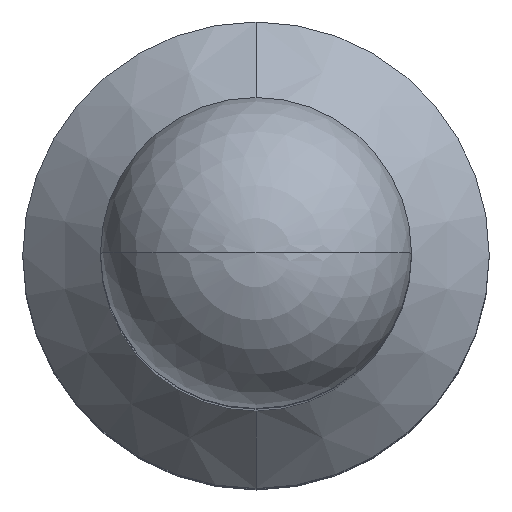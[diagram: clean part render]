
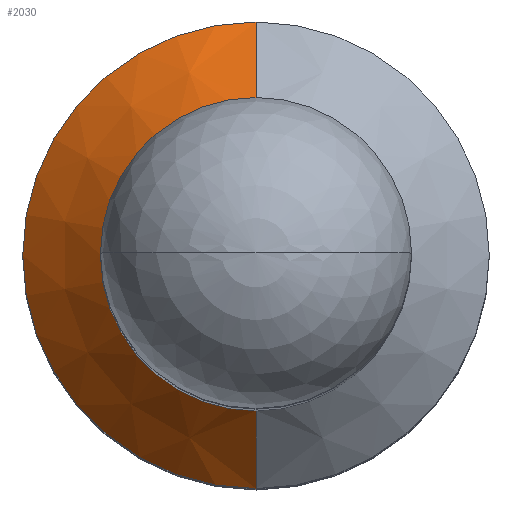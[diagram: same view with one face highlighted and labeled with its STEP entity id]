
A CAD part, top view. The second image highlights one B-rep face of the part: STEP entity #2030.
In plain terms, the highlighted conical face has half-angle 45 degrees and reference radius 3 mm.
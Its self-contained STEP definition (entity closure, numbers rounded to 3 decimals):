
#1480=CARTESIAN_POINT('',(51.312,43.825,65.74));
#1490=VERTEX_POINT('',#1480);
#1570=CARTESIAN_POINT('',(51.312,49.825,65.74));
#1580=VERTEX_POINT('',#1570);
#1610=CARTESIAN_POINT('',(51.312,46.825,65.74));
#1620=DIRECTION('',(0.,0.,1.));
#1630=DIRECTION('',(0.,1.,0.));
#1640=AXIS2_PLACEMENT_3D('',#1610,#1620,#1630);
#1650=CIRCLE('',#1640,3.);
#1710=CARTESIAN_POINT('',(51.312,46.825,65.74));
#1720=DIRECTION('',(0.,0.,1.));
#1730=DIRECTION('',(0.,-1.,0.));
#1740=AXIS2_PLACEMENT_3D('',#1710,#1720,#1730);
#1750=CONICAL_SURFACE('',#1740,3.,0.785);
#1760=CARTESIAN_POINT('',(51.312,49.825,65.74));
#1770=DIRECTION('',(0.,0.707,0.707));
#1780=VECTOR('',#1770,4.243);
#1790=LINE('',#1760,#1780);
#1800=CARTESIAN_POINT('',(51.312,48.825,64.74));
#1810=VERTEX_POINT('',#1800);
#1820=EDGE_CURVE('',#1810,#1580,#1790,.T.);
#1830=ORIENTED_EDGE('',*,*,#1820,.F.);
#1840=EDGE_CURVE('',#1580,#1490,#1650,.T.);
#1850=ORIENTED_EDGE('',*,*,#1840,.F.);
#1860=CARTESIAN_POINT('',(51.312,43.825,65.74));
#1870=DIRECTION('',(0.,-0.707,0.707));
#1880=VECTOR('',#1870,4.243);
#1890=LINE('',#1860,#1880);
#1900=CARTESIAN_POINT('',(51.312,44.825,64.74));
#1910=VERTEX_POINT('',#1900);
#1920=EDGE_CURVE('',#1910,#1490,#1890,.T.);
#1930=ORIENTED_EDGE('',*,*,#1920,.T.);
#1940=CARTESIAN_POINT('',(51.312,46.825,64.74));
#1950=DIRECTION('',(0.,0.,1.));
#1960=DIRECTION('',(0.,-1.,0.));
#1970=AXIS2_PLACEMENT_3D('',#1940,#1950,#1960);
#1980=CIRCLE('',#1970,2.);
#1990=EDGE_CURVE('',#1810,#1910,#1980,.T.);
#2000=ORIENTED_EDGE('',*,*,#1990,.T.);
#2010=EDGE_LOOP('',(#2000,#1930,#1850,#1830));
#2020=FACE_OUTER_BOUND('',#2010,.T.);
#2030=ADVANCED_FACE('',(#2020),#1750,.T.);
